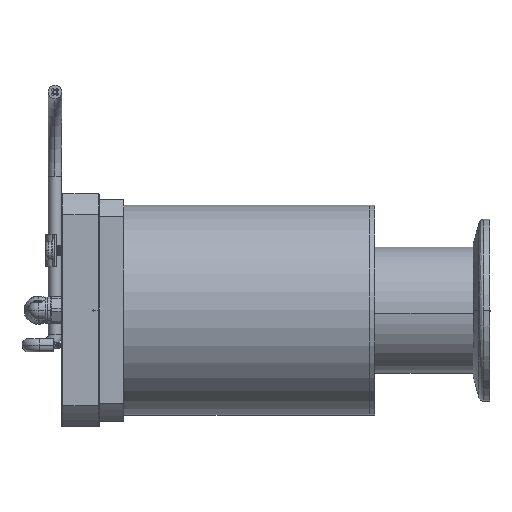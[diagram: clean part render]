
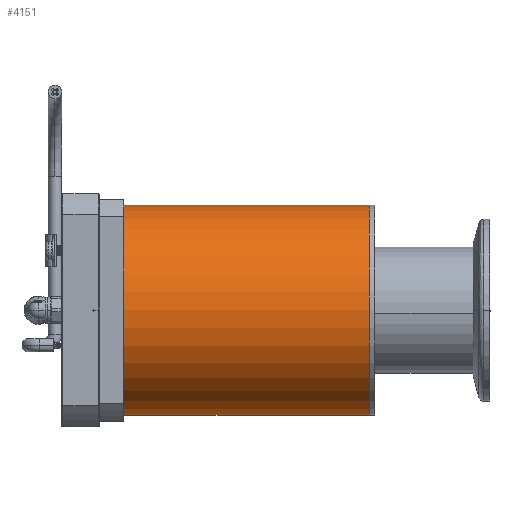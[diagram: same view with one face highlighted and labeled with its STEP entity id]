
A CAD part, left-side view. The second image highlights one B-rep face of the part: STEP entity #4151.
In plain terms, the highlighted cylindrical face has radius 31.75 mm (diameter 63.5 mm), a partial arc.
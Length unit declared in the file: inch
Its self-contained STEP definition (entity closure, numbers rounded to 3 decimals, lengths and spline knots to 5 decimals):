
#219 = CIRCLE ( 'NONE', #51269, 1.25 ) ;
#2624 = ORIENTED_EDGE ( 'NONE', *, *, #79593, .F. ) ;
#3883 = FACE_OUTER_BOUND ( 'NONE', #5824, .T. ) ;
#4151 = ADVANCED_FACE ( 'NONE', ( #3883 ), #64248, .T. ) ;
#5824 = EDGE_LOOP ( 'NONE', ( #2624, #83788, #60408, #36923 ) ) ;
#8337 = CARTESIAN_POINT ( 'NONE',  ( 0.00016, 2.79594, -1.25016 ) ) ;
#11083 = EDGE_CURVE ( 'NONE', #83117, #64511, #70074, .T. ) ;
#16270 = CIRCLE ( 'NONE', #40552, 1.25 ) ;
#17197 = CARTESIAN_POINT ( 'NONE',  ( 0.00016, 2.79594, -0.00016 ) ) ;
#22605 = VECTOR ( 'NONE', #28348, 39.37008 ) ;
#27126 = VERTEX_POINT ( 'NONE', #28206 ) ;
#28206 = CARTESIAN_POINT ( 'NONE',  ( 0.00016, 2.79594, 1.24984 ) ) ;
#28348 = DIRECTION ( 'NONE',  ( 0., -1., 0. ) ) ;
#29204 = DIRECTION ( 'NONE',  ( 0., -1., 0. ) ) ;
#35026 = CARTESIAN_POINT ( 'NONE',  ( 0.00016, 2.79594, -1.25016 ) ) ;
#35159 = VECTOR ( 'NONE', #41337, 39.37008 ) ;
#36923 = ORIENTED_EDGE ( 'NONE', *, *, #46600, .T. ) ;
#40552 = AXIS2_PLACEMENT_3D ( 'NONE', #51715, #86388, #72175 ) ;
#41337 = DIRECTION ( 'NONE',  ( 0., -1., 0. ) ) ;
#44259 = VERTEX_POINT ( 'NONE', #54825 ) ;
#46600 = EDGE_CURVE ( 'NONE', #64511, #44259, #16270, .T. ) ;
#48088 = CARTESIAN_POINT ( 'NONE',  ( 0.00016, -0.17906, -1.25016 ) ) ;
#51269 = AXIS2_PLACEMENT_3D ( 'NONE', #52732, #60713, #86103 ) ;
#51715 = CARTESIAN_POINT ( 'NONE',  ( 0.00016, -0.17906, -0.00016 ) ) ;
#52732 = CARTESIAN_POINT ( 'NONE',  ( 0.00016, 2.79594, -0.00016 ) ) ;
#54825 = CARTESIAN_POINT ( 'NONE',  ( 0.00016, -0.17906, 1.24984 ) ) ;
#57260 = EDGE_CURVE ( 'NONE', #83117, #27126, #219, .T. ) ;
#60408 = ORIENTED_EDGE ( 'NONE', *, *, #11083, .T. ) ;
#60713 = DIRECTION ( 'NONE',  ( 0., 1., 0. ) ) ;
#61775 = LINE ( 'NONE', #76457, #35159 ) ;
#64248 = CYLINDRICAL_SURFACE ( 'NONE', #64581, 1.25 ) ;
#64511 = VERTEX_POINT ( 'NONE', #48088 ) ;
#64581 = AXIS2_PLACEMENT_3D ( 'NONE', #17197, #29204, #70047 ) ;
#70047 = DIRECTION ( 'NONE',  ( 0., 0., -1. ) ) ;
#70074 = LINE ( 'NONE', #35026, #22605 ) ;
#72175 = DIRECTION ( 'NONE',  ( 0., 0., 1. ) ) ;
#76457 = CARTESIAN_POINT ( 'NONE',  ( 0.00016, 2.79594, 1.24984 ) ) ;
#79593 = EDGE_CURVE ( 'NONE', #27126, #44259, #61775, .T. ) ;
#83117 = VERTEX_POINT ( 'NONE', #8337 ) ;
#83788 = ORIENTED_EDGE ( 'NONE', *, *, #57260, .F. ) ;
#86103 = DIRECTION ( 'NONE',  ( 0., 0., 1. ) ) ;
#86388 = DIRECTION ( 'NONE',  ( 0., 1., 0. ) ) ;
